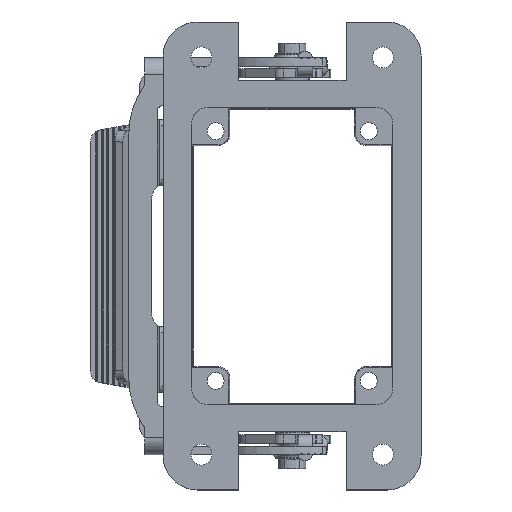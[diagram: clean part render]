
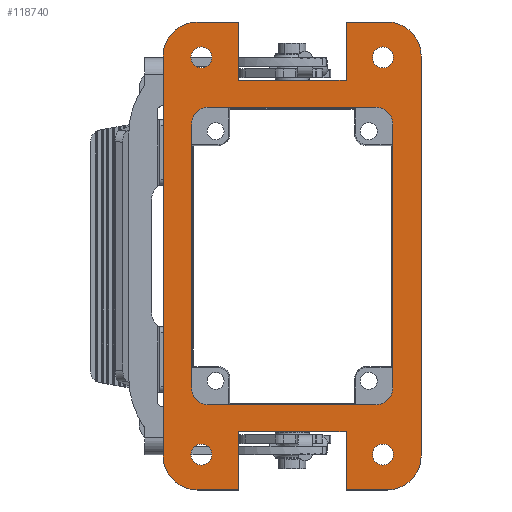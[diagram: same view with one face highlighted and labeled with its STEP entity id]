
A CAD part, top view. The second image highlights one B-rep face of the part: STEP entity #118740.
In plain terms, the highlighted planar face has unit normal (0, 0, 1).
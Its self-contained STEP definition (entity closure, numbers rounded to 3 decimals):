
#28230=CARTESIAN_POINT('',(54.586,10.703,1.8));
#28240=VERTEX_POINT('',#28230);
#28270=CARTESIAN_POINT('',(51.586,10.703,1.8));
#28280=DIRECTION('',(0.,0.,1.));
#28290=DIRECTION('',(1.,0.,0.));
#28300=AXIS2_PLACEMENT_3D('',#28270,#28280,#28290);
#28310=CIRCLE('',#28300,3.);
#28320=CARTESIAN_POINT('',(51.586,7.703,1.8));
#28330=VERTEX_POINT('',#28320);
#28340=EDGE_CURVE('',#28330,#28240,#28310,.T.);
#28720=CARTESIAN_POINT('',(51.586,60.203,1.8));
#28730=VERTEX_POINT('',#28720);
#28760=CARTESIAN_POINT('',(51.586,57.203,1.8));
#28770=DIRECTION('',(0.,0.,1.));
#28780=DIRECTION('',(1.,0.,0.));
#28790=AXIS2_PLACEMENT_3D('',#28760,#28770,#28780);
#28800=CIRCLE('',#28790,3.);
#28810=CARTESIAN_POINT('',(54.586,57.203,1.8));
#28820=VERTEX_POINT('',#28810);
#28830=EDGE_CURVE('',#28820,#28730,#28800,.T.);
#29060=CARTESIAN_POINT('',(22.086,10.703,1.8));
#29070=DIRECTION('',(0.,0.,-1.));
#29080=DIRECTION('',(-1.,0.,0.));
#29090=AXIS2_PLACEMENT_3D('',#29060,#29070,#29080);
#29100=CIRCLE('',#29090,3.);
#29110=CARTESIAN_POINT('',(22.086,7.703,1.8));
#29120=VERTEX_POINT('',#29110);
#29130=CARTESIAN_POINT('',(19.086,10.703,1.8));
#29140=VERTEX_POINT('',#29130);
#29150=EDGE_CURVE('',#29120,#29140,#29100,.T.);
#29590=CARTESIAN_POINT('',(19.086,57.203,1.8));
#29600=VERTEX_POINT('',#29590);
#29720=CARTESIAN_POINT('',(19.086,60.203,1.8));
#29730=DIRECTION('',(0.,-1.,0.));
#29740=VECTOR('',#29730,1.);
#29750=LINE('',#29720,#29740);
#29760=EDGE_CURVE('',#29600,#29140,#29750,.T.);
#29970=CARTESIAN_POINT('',(50.986,68.953,1.8));
#29980=VERTEX_POINT('',#29970);
#30160=CARTESIAN_POINT('',(54.686,68.953,1.8));
#30170=VERTEX_POINT('',#30160);
#30200=CARTESIAN_POINT('',(52.836,68.953,1.8));
#30210=DIRECTION('',(0.,0.,-1.));
#30220=DIRECTION('',(-1.,0.,0.));
#30230=AXIS2_PLACEMENT_3D('',#30200,#30210,#30220);
#30240=CIRCLE('',#30230,1.85);
#30250=EDGE_CURVE('',#30170,#29980,#30240,.T.);
#30750=EDGE_CURVE('',#29980,#30170,#30240,.T.);
#116330=CARTESIAN_POINT('',(18.986,68.953,1.8));
#116340=VERTEX_POINT('',#116330);
#116420=CARTESIAN_POINT('',(22.686,68.953,1.8));
#116430=VERTEX_POINT('',#116420);
#116460=CARTESIAN_POINT('',(20.836,68.953,1.8));
#116470=DIRECTION('',(0.,0.,-1.));
#116480=DIRECTION('',(-1.,0.,0.));
#116490=AXIS2_PLACEMENT_3D('',#116460,#116470,#116480);
#116500=CIRCLE('',#116490,1.85);
#116510=EDGE_CURVE('',#116430,#116340,#116500,.T.);
#116630=CARTESIAN_POINT('',(72.586,-15.297,1.8));
#116640=DIRECTION('',(0.,0.,-1.));
#116650=DIRECTION('',(-1.,0.,0.));
#116660=AXIS2_PLACEMENT_3D('',#116630,#116640,#116650);
#116670=PLANE('',#116660);
#116680=CARTESIAN_POINT('',(52.836,-1.047,1.8));
#116690=DIRECTION('',(0.,0.,-1.));
#116700=DIRECTION('',(-1.,0.,0.));
#116710=AXIS2_PLACEMENT_3D('',#116680,#116690,#116700);
#116720=CIRCLE('',#116710,1.85);
#116730=CARTESIAN_POINT('',(50.986,-1.047,1.8));
#116740=VERTEX_POINT('',#116730);
#116750=CARTESIAN_POINT('',(54.686,-1.047,1.8));
#116760=VERTEX_POINT('',#116750);
#116770=EDGE_CURVE('',#116740,#116760,#116720,.T.);
#116780=ORIENTED_EDGE('',*,*,#116770,.T.);
#116790=EDGE_CURVE('',#116760,#116740,#116720,.T.);
#116800=ORIENTED_EDGE('',*,*,#116790,.T.);
#116810=EDGE_LOOP('',(#116800,#116780));
#116820=FACE_BOUND('',#116810,.T.);
#116830=CARTESIAN_POINT('',(20.836,-1.047,1.8));
#116840=DIRECTION('',(0.,0.,-1.));
#116850=DIRECTION('',(-1.,0.,0.));
#116860=AXIS2_PLACEMENT_3D('',#116830,#116840,#116850);
#116870=CIRCLE('',#116860,1.85);
#116880=CARTESIAN_POINT('',(18.986,-1.047,1.8));
#116890=VERTEX_POINT('',#116880);
#116900=CARTESIAN_POINT('',(22.686,-1.047,1.8));
#116910=VERTEX_POINT('',#116900);
#116920=EDGE_CURVE('',#116890,#116910,#116870,.T.);
#116930=ORIENTED_EDGE('',*,*,#116920,.T.);
#116940=EDGE_CURVE('',#116910,#116890,#116870,.T.);
#116950=ORIENTED_EDGE('',*,*,#116940,.T.);
#116960=EDGE_LOOP('',(#116950,#116930));
#116970=FACE_BOUND('',#116960,.T.);
#116980=ORIENTED_EDGE('',*,*,#29150,.T.);
#116990=CARTESIAN_POINT('',(19.086,7.703,1.8));
#117000=DIRECTION('',(1.,0.,0.));
#117010=VECTOR('',#117000,1.);
#117020=LINE('',#116990,#117010);
#117030=EDGE_CURVE('',#29120,#28330,#117020,.T.);
#117040=ORIENTED_EDGE('',*,*,#117030,.F.);
#117050=ORIENTED_EDGE('',*,*,#28340,.F.);
#117060=CARTESIAN_POINT('',(54.586,7.703,1.8));
#117070=DIRECTION('',(0.,1.,0.));
#117080=VECTOR('',#117070,1.);
#117090=LINE('',#117060,#117080);
#117100=EDGE_CURVE('',#28240,#28820,#117090,.T.);
#117110=ORIENTED_EDGE('',*,*,#117100,.F.);
#117120=ORIENTED_EDGE('',*,*,#28830,.F.);
#117130=CARTESIAN_POINT('',(54.586,60.203,1.8));
#117140=DIRECTION('',(-1.,0.,0.));
#117150=VECTOR('',#117140,1.);
#117160=LINE('',#117130,#117150);
#117170=CARTESIAN_POINT('',(22.086,60.203,1.8));
#117180=VERTEX_POINT('',#117170);
#117190=EDGE_CURVE('',#28730,#117180,#117160,.T.);
#117200=ORIENTED_EDGE('',*,*,#117190,.F.);
#117210=CARTESIAN_POINT('',(22.086,57.203,1.8));
#117220=DIRECTION('',(0.,0.,1.));
#117230=DIRECTION('',(1.,0.,0.));
#117240=AXIS2_PLACEMENT_3D('',#117210,#117220,#117230);
#117250=CIRCLE('',#117240,3.);
#117260=EDGE_CURVE('',#117180,#29600,#117250,.T.);
#117270=ORIENTED_EDGE('',*,*,#117260,.F.);
#117280=ORIENTED_EDGE('',*,*,#29760,.F.);
#117290=EDGE_LOOP('',(#117280,#117270,#117200,#117120,#117110,#117050,
#117040,#116980));
#117300=FACE_BOUND('',#117290,.T.);
#117310=ORIENTED_EDGE('',*,*,#30750,.T.);
#117320=ORIENTED_EDGE('',*,*,#30250,.T.);
#117330=EDGE_LOOP('',(#117320,#117310));
#117340=FACE_BOUND('',#117330,.T.);
#117350=EDGE_CURVE('',#116340,#116430,#116500,.T.);
#117360=ORIENTED_EDGE('',*,*,#117350,.T.);
#117370=ORIENTED_EDGE('',*,*,#116510,.T.);
#117380=EDGE_LOOP('',(#117370,#117360));
#117390=FACE_BOUND('',#117380,.T.);
#117400=CARTESIAN_POINT('',(53.586,-1.297,1.8));
#117410=DIRECTION('',(0.,0.,1.));
#117420=DIRECTION('',(1.,0.,0.));
#117430=AXIS2_PLACEMENT_3D('',#117400,#117410,#117420);
#117440=CIRCLE('',#117430,6.);
#117450=CARTESIAN_POINT('',(53.586,-7.297,1.8));
#117460=VERTEX_POINT('',#117450);
#117470=CARTESIAN_POINT('',(59.586,-1.297,1.8));
#117480=VERTEX_POINT('',#117470);
#117490=EDGE_CURVE('',#117460,#117480,#117440,.T.);
#117500=ORIENTED_EDGE('',*,*,#117490,.T.);
#117510=CARTESIAN_POINT('',(59.586,-7.297,1.8));
#117520=DIRECTION('',(-1.,0.,0.));
#117530=VECTOR('',#117520,1.);
#117540=LINE('',#117510,#117530);
#117550=CARTESIAN_POINT('',(46.336,-7.297,1.8));
#117560=VERTEX_POINT('',#117550);
#117570=EDGE_CURVE('',#117460,#117560,#117540,.T.);
#117580=ORIENTED_EDGE('',*,*,#117570,.F.);
#117590=CARTESIAN_POINT('',(46.336,-7.297,1.8));
#117600=DIRECTION('',(0.,1.,0.));
#117610=VECTOR('',#117600,1.);
#117620=LINE('',#117590,#117610);
#117630=CARTESIAN_POINT('',(46.336,2.953,1.8));
#117640=VERTEX_POINT('',#117630);
#117650=EDGE_CURVE('',#117560,#117640,#117620,.T.);
#117660=ORIENTED_EDGE('',*,*,#117650,.F.);
#117670=CARTESIAN_POINT('',(46.336,2.953,1.8));
#117680=DIRECTION('',(-1.,0.,0.));
#117690=VECTOR('',#117680,1.);
#117700=LINE('',#117670,#117690);
#117710=CARTESIAN_POINT('',(27.336,2.953,1.8));
#117720=VERTEX_POINT('',#117710);
#117730=EDGE_CURVE('',#117640,#117720,#117700,.T.);
#117740=ORIENTED_EDGE('',*,*,#117730,.F.);
#117750=CARTESIAN_POINT('',(27.336,2.953,1.8));
#117760=DIRECTION('',(0.,-1.,0.));
#117770=VECTOR('',#117760,1.);
#117780=LINE('',#117750,#117770);
#117790=CARTESIAN_POINT('',(27.336,-7.297,1.8));
#117800=VERTEX_POINT('',#117790);
#117810=EDGE_CURVE('',#117720,#117800,#117780,.T.);
#117820=ORIENTED_EDGE('',*,*,#117810,.F.);
#117830=CARTESIAN_POINT('',(27.336,-7.297,1.8));
#117840=DIRECTION('',(-1.,0.,0.));
#117850=VECTOR('',#117840,1.);
#117860=LINE('',#117830,#117850);
#117870=CARTESIAN_POINT('',(20.086,-7.297,1.8));
#117880=VERTEX_POINT('',#117870);
#117890=EDGE_CURVE('',#117800,#117880,#117860,.T.);
#117900=ORIENTED_EDGE('',*,*,#117890,.F.);
#117910=CARTESIAN_POINT('',(20.086,-1.297,1.8));
#117920=DIRECTION('',(0.,0.,-1.));
#117930=DIRECTION('',(-1.,0.,0.));
#117940=AXIS2_PLACEMENT_3D('',#117910,#117920,#117930);
#117950=CIRCLE('',#117940,6.);
#117960=CARTESIAN_POINT('',(14.086,-1.297,1.8));
#117970=VERTEX_POINT('',#117960);
#117980=EDGE_CURVE('',#117880,#117970,#117950,.T.);
#117990=ORIENTED_EDGE('',*,*,#117980,.F.);
#118000=CARTESIAN_POINT('',(14.086,75.203,1.8));
#118010=DIRECTION('',(0.,-1.,0.));
#118020=VECTOR('',#118010,1.);
#118030=LINE('',#118000,#118020);
#118040=CARTESIAN_POINT('',(14.086,69.203,1.8));
#118050=VERTEX_POINT('',#118040);
#118060=EDGE_CURVE('',#118050,#117970,#118030,.T.);
#118070=ORIENTED_EDGE('',*,*,#118060,.T.);
#118080=CARTESIAN_POINT('',(20.086,69.203,1.8));
#118090=DIRECTION('',(0.,0.,-1.));
#118100=DIRECTION('',(-1.,0.,0.));
#118110=AXIS2_PLACEMENT_3D('',#118080,#118090,#118100);
#118120=CIRCLE('',#118110,6.);
#118130=CARTESIAN_POINT('',(20.086,75.203,1.8));
#118140=VERTEX_POINT('',#118130);
#118150=EDGE_CURVE('',#118050,#118140,#118120,.T.);
#118160=ORIENTED_EDGE('',*,*,#118150,.F.);
#118170=CARTESIAN_POINT('',(14.086,75.203,1.8));
#118180=DIRECTION('',(1.,0.,0.));
#118190=VECTOR('',#118180,1.);
#118200=LINE('',#118170,#118190);
#118210=CARTESIAN_POINT('',(27.336,75.203,1.8));
#118220=VERTEX_POINT('',#118210);
#118230=EDGE_CURVE('',#118140,#118220,#118200,.T.);
#118240=ORIENTED_EDGE('',*,*,#118230,.F.);
#118250=CARTESIAN_POINT('',(27.336,64.953,1.8));
#118260=DIRECTION('',(0.,1.,0.));
#118270=VECTOR('',#118260,1.);
#118280=LINE('',#118250,#118270);
#118290=CARTESIAN_POINT('',(27.336,64.953,1.8));
#118300=VERTEX_POINT('',#118290);
#118310=EDGE_CURVE('',#118300,#118220,#118280,.T.);
#118320=ORIENTED_EDGE('',*,*,#118310,.T.);
#118330=CARTESIAN_POINT('',(46.336,64.953,1.8));
#118340=DIRECTION('',(-1.,0.,0.));
#118350=VECTOR('',#118340,1.);
#118360=LINE('',#118330,#118350);
#118370=CARTESIAN_POINT('',(46.336,64.953,1.8));
#118380=VERTEX_POINT('',#118370);
#118390=EDGE_CURVE('',#118380,#118300,#118360,.T.);
#118400=ORIENTED_EDGE('',*,*,#118390,.T.);
#118410=CARTESIAN_POINT('',(46.336,75.203,1.8));
#118420=DIRECTION('',(0.,-1.,0.));
#118430=VECTOR('',#118420,1.);
#118440=LINE('',#118410,#118430);
#118450=CARTESIAN_POINT('',(46.336,75.203,1.8));
#118460=VERTEX_POINT('',#118450);
#118470=EDGE_CURVE('',#118460,#118380,#118440,.T.);
#118480=ORIENTED_EDGE('',*,*,#118470,.T.);
#118490=CARTESIAN_POINT('',(46.336,75.203,1.8));
#118500=DIRECTION('',(1.,0.,0.));
#118510=VECTOR('',#118500,1.);
#118520=LINE('',#118490,#118510);
#118530=CARTESIAN_POINT('',(53.586,75.203,1.8));
#118540=VERTEX_POINT('',#118530);
#118550=EDGE_CURVE('',#118460,#118540,#118520,.T.);
#118560=ORIENTED_EDGE('',*,*,#118550,.F.);
#118570=CARTESIAN_POINT('',(53.586,69.203,1.8));
#118580=DIRECTION('',(0.,0.,-1.));
#118590=DIRECTION('',(-1.,0.,0.));
#118600=AXIS2_PLACEMENT_3D('',#118570,#118580,#118590);
#118610=CIRCLE('',#118600,6.);
#118620=CARTESIAN_POINT('',(59.586,69.203,1.8));
#118630=VERTEX_POINT('',#118620);
#118640=EDGE_CURVE('',#118540,#118630,#118610,.T.);
#118650=ORIENTED_EDGE('',*,*,#118640,.F.);
#118660=CARTESIAN_POINT('',(59.586,-7.297,1.8));
#118670=DIRECTION('',(0.,1.,0.));
#118680=VECTOR('',#118670,1.);
#118690=LINE('',#118660,#118680);
#118700=EDGE_CURVE('',#117480,#118630,#118690,.T.);
#118710=ORIENTED_EDGE('',*,*,#118700,.T.);
#118720=EDGE_LOOP('',(#118710,#118650,#118560,#118480,#118400,#118320,
#118240,#118160,#118070,#117990,#117900,#117820,#117740,#117660,#117580,
#117500));
#118730=FACE_OUTER_BOUND('',#118720,.T.);
#118740=ADVANCED_FACE('',(#116820,#116970,#117300,#117340,#117390,
#118730),#116670,.F.);
